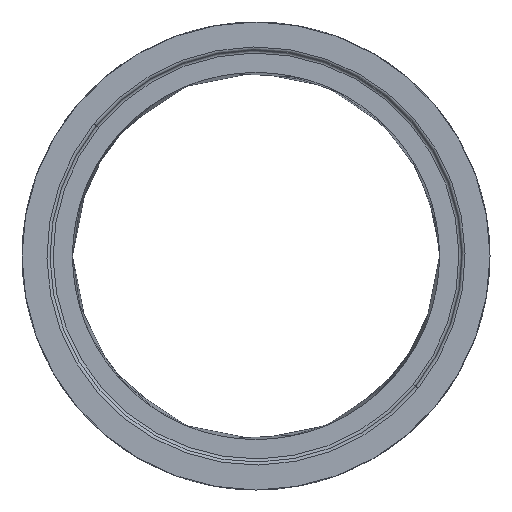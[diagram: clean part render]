
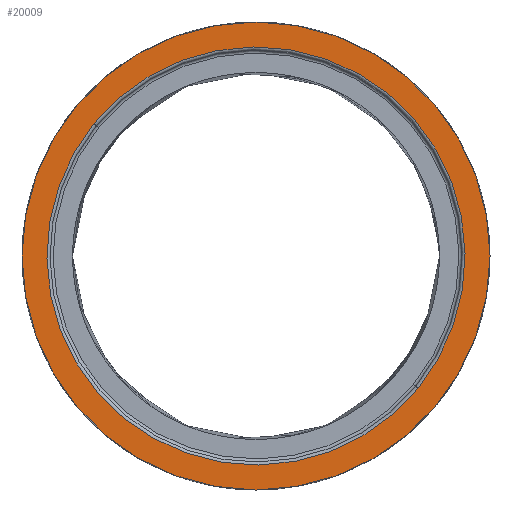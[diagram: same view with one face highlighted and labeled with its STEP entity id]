
A CAD part, front view. The second image highlights one B-rep face of the part: STEP entity #20009.
In plain terms, the highlighted face is planar.
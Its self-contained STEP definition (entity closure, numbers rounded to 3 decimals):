
#1054 = CARTESIAN_POINT ( 'NONE',  ( 529.458, 432.257, -125. ) ) ;
#1427 = VERTEX_POINT ( 'NONE', #2145 ) ;
#2145 = CARTESIAN_POINT ( 'NONE',  ( -765., 0., -125. ) ) ;
#2791 = VERTEX_POINT ( 'NONE', #7214 ) ;
#2907 = CARTESIAN_POINT ( 'NONE',  ( 0., 0., -125. ) ) ;
#2991 = VERTEX_POINT ( 'NONE', #1054 ) ;
#4069 = CARTESIAN_POINT ( 'NONE',  ( 0., 0., -125. ) ) ;
#4707 = FACE_BOUND ( 'NONE', #7304, .T. ) ;
#4784 = DIRECTION ( 'NONE',  ( 1., 0., 0. ) ) ;
#4936 = DIRECTION ( 'NONE',  ( 1., 0., 0. ) ) ;
#4981 = DIRECTION ( 'NONE',  ( 0., 0., 1. ) ) ;
#5086 = AXIS2_PLACEMENT_3D ( 'NONE', #2907, #4981, #10187 ) ;
#5466 = AXIS2_PLACEMENT_3D ( 'NONE', #8250, #15299, #4784 ) ;
#5502 = AXIS2_PLACEMENT_3D ( 'NONE', #8064, #15112, #4936 ) ;
#5636 = DIRECTION ( 'NONE',  ( 0., 0., 1. ) ) ;
#6442 = FACE_OUTER_BOUND ( 'NONE', #12856, .T. ) ;
#7000 = EDGE_CURVE ( 'NONE', #16972, #2991, #20523, .T. ) ;
#7214 = CARTESIAN_POINT ( 'NONE',  ( 765., 0., -125. ) ) ;
#7304 = EDGE_LOOP ( 'NONE', ( #7575, #16740 ) ) ;
#7575 = ORIENTED_EDGE ( 'NONE', *, *, #18295, .T. ) ;
#7663 = CIRCLE ( 'NONE', #5466, 765. ) ;
#8064 = CARTESIAN_POINT ( 'NONE',  ( 0., 0., -125. ) ) ;
#8250 = CARTESIAN_POINT ( 'NONE',  ( 0., 0., -125. ) ) ;
#8795 = CIRCLE ( 'NONE', #10267, 683.5 ) ;
#9224 = CARTESIAN_POINT ( 'NONE',  ( 0., 0., -125. ) ) ;
#9508 = CIRCLE ( 'NONE', #5086, 765. ) ;
#10187 = DIRECTION ( 'NONE',  ( 1., 0., 0. ) ) ;
#10267 = AXIS2_PLACEMENT_3D ( 'NONE', #9224, #5636, #14527 ) ;
#11510 = ORIENTED_EDGE ( 'NONE', *, *, #13908, .F. ) ;
#12429 = AXIS2_PLACEMENT_3D ( 'NONE', #4069, #14583, #16212 ) ;
#12856 = EDGE_LOOP ( 'NONE', ( #11510, #19924 ) ) ;
#13017 = CARTESIAN_POINT ( 'NONE',  ( -529.458, -432.257, -125. ) ) ;
#13497 = PLANE ( 'NONE',  #5502 ) ;
#13908 = EDGE_CURVE ( 'NONE', #2791, #1427, #7663, .T. ) ;
#14527 = DIRECTION ( 'NONE',  ( 0.775, 0.632, 0. ) ) ;
#14583 = DIRECTION ( 'NONE',  ( 0., 0., 1. ) ) ;
#15112 = DIRECTION ( 'NONE',  ( 0., 0., 1. ) ) ;
#15299 = DIRECTION ( 'NONE',  ( 0., 0., 1. ) ) ;
#15606 = EDGE_CURVE ( 'NONE', #1427, #2791, #9508, .T. ) ;
#16212 = DIRECTION ( 'NONE',  ( 0.775, 0.632, 0. ) ) ;
#16740 = ORIENTED_EDGE ( 'NONE', *, *, #7000, .T. ) ;
#16972 = VERTEX_POINT ( 'NONE', #13017 ) ;
#18295 = EDGE_CURVE ( 'NONE', #2991, #16972, #8795, .T. ) ;
#19924 = ORIENTED_EDGE ( 'NONE', *, *, #15606, .F. ) ;
#20009 = ADVANCED_FACE ( 'NONE', ( #4707, #6442 ), #13497, .F. ) ;
#20523 = CIRCLE ( 'NONE', #12429, 683.5 ) ;
